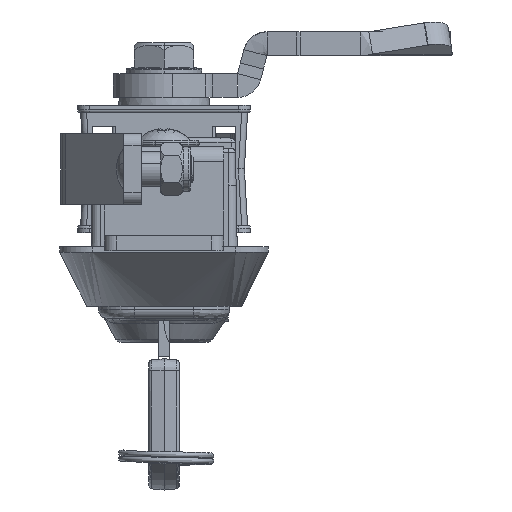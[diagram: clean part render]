
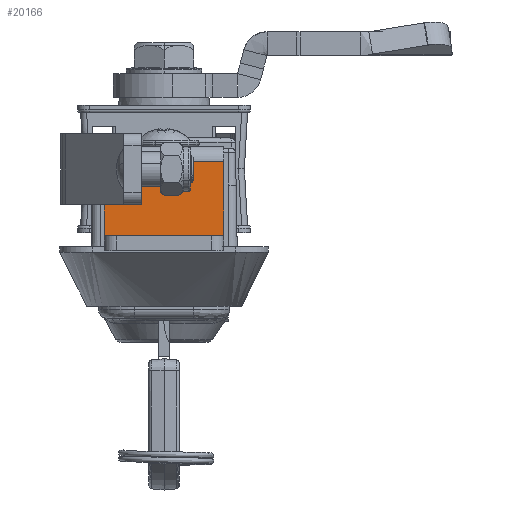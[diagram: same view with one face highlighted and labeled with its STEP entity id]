
A CAD part, left-side view. The second image highlights one B-rep face of the part: STEP entity #20166.
In plain terms, the highlighted planar face has unit normal (-1, 0, 0).
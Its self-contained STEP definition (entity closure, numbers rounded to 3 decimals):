
#196 = CARTESIAN_POINT ( 'NONE',  ( -77.7, 10., 1.812 ) ) ;
#3175 = VERTEX_POINT ( 'NONE', #30044 ) ;
#3700 = EDGE_CURVE ( 'NONE', #28820, #9144, #24946, .T. ) ;
#4068 = VERTEX_POINT ( 'NONE', #16239 ) ;
#5430 = ORIENTED_EDGE ( 'NONE', *, *, #34626, .F. ) ;
#7334 = ORIENTED_EDGE ( 'NONE', *, *, #31281, .F. ) ;
#7467 = DIRECTION ( 'NONE',  ( 0., 1., 0. ) ) ;
#7484 = VECTOR ( 'NONE', #32500, 1000. ) ;
#9144 = VERTEX_POINT ( 'NONE', #22819 ) ;
#10062 = LINE ( 'NONE', #35598, #30804 ) ;
#10079 = CARTESIAN_POINT ( 'NONE',  ( -77.7, -10., 1.812 ) ) ;
#12841 = PLANE ( 'NONE',  #23007 ) ;
#13330 = CARTESIAN_POINT ( 'NONE',  ( -77.7, -10., 1.812 ) ) ;
#13578 = DIRECTION ( 'NONE',  ( 0., -1., 0. ) ) ;
#15513 = CARTESIAN_POINT ( 'NONE',  ( -77.7, -10., 1.912 ) ) ;
#15992 = DIRECTION ( 'NONE',  ( -1., 0., 0. ) ) ;
#15993 = VECTOR ( 'NONE', #25117, 1000. ) ;
#16239 = CARTESIAN_POINT ( 'NONE',  ( -77.7, 10., 1.912 ) ) ;
#16491 = ORIENTED_EDGE ( 'NONE', *, *, #27286, .T. ) ;
#16647 = LINE ( 'NONE', #196, #22117 ) ;
#20166 = ADVANCED_FACE ( 'NONE', ( #21891 ), #12841, .T. ) ;
#21044 = LINE ( 'NONE', #15513, #7484 ) ;
#21891 = FACE_OUTER_BOUND ( 'NONE', #23820, .T. ) ;
#22117 = VECTOR ( 'NONE', #31038, 1000. ) ;
#22819 = CARTESIAN_POINT ( 'NONE',  ( -77.7, -10., 14.212 ) ) ;
#23007 = AXIS2_PLACEMENT_3D ( 'NONE', #10079, #15992, #13578 ) ;
#23820 = EDGE_LOOP ( 'NONE', ( #7334, #5430, #31125, #16491 ) ) ;
#24117 = CARTESIAN_POINT ( 'NONE',  ( -77.7, -10., 1.912 ) ) ;
#24946 = LINE ( 'NONE', #13330, #15993 ) ;
#25117 = DIRECTION ( 'NONE',  ( 0., 0., 1. ) ) ;
#27286 = EDGE_CURVE ( 'NONE', #9144, #3175, #10062, .T. ) ;
#28820 = VERTEX_POINT ( 'NONE', #24117 ) ;
#30044 = CARTESIAN_POINT ( 'NONE',  ( -77.7, 10., 14.212 ) ) ;
#30804 = VECTOR ( 'NONE', #7467, 1000. ) ;
#31038 = DIRECTION ( 'NONE',  ( 0., 0., 1. ) ) ;
#31125 = ORIENTED_EDGE ( 'NONE', *, *, #3700, .T. ) ;
#31281 = EDGE_CURVE ( 'NONE', #4068, #3175, #16647, .T. ) ;
#32500 = DIRECTION ( 'NONE',  ( 0., 1., 0. ) ) ;
#34626 = EDGE_CURVE ( 'NONE', #28820, #4068, #21044, .T. ) ;
#35598 = CARTESIAN_POINT ( 'NONE',  ( -77.7, -10., 14.212 ) ) ;
